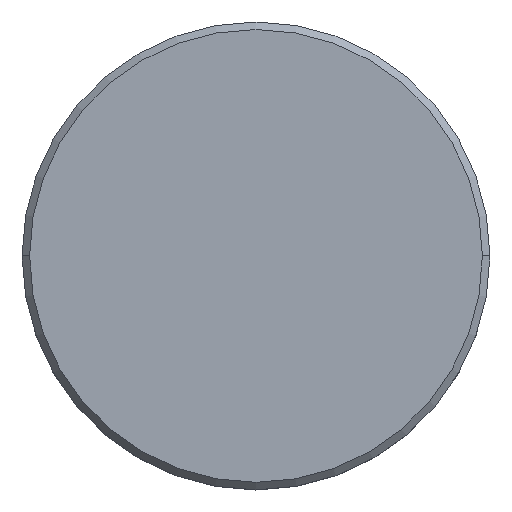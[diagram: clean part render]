
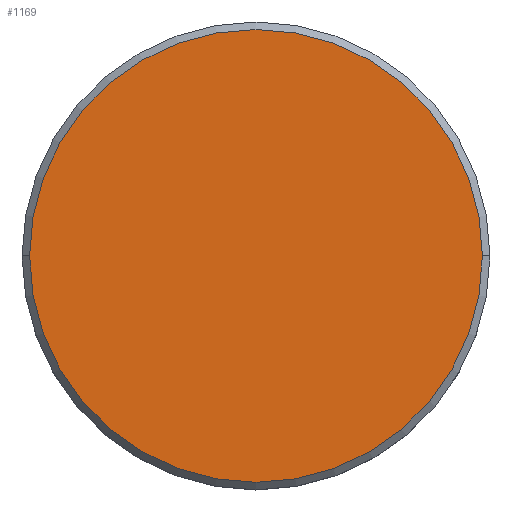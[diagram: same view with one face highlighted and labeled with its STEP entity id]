
A CAD part, top view. The second image highlights one B-rep face of the part: STEP entity #1169.
In plain terms, the highlighted planar face has unit normal (0, 0, 1).
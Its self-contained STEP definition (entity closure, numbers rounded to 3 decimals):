
#66 = PLANE ( 'NONE',  #1159 ) ;
#97 = EDGE_LOOP ( 'NONE', ( #125, #441 ) ) ;
#100 = VERTEX_POINT ( 'NONE', #517 ) ;
#116 = EDGE_CURVE ( 'NONE', #841, #100, #496, .T. ) ;
#125 = ORIENTED_EDGE ( 'NONE', *, *, #116, .T. ) ;
#155 = DIRECTION ( 'NONE',  ( 0., 0., 1. ) ) ;
#302 = CARTESIAN_POINT ( 'NONE',  ( -15., 0., 0. ) ) ;
#311 = CARTESIAN_POINT ( 'NONE',  ( 0., 0., 0. ) ) ;
#441 = ORIENTED_EDGE ( 'NONE', *, *, #1141, .T. ) ;
#442 = DIRECTION ( 'NONE',  ( 1., 0., 0. ) ) ;
#448 = CARTESIAN_POINT ( 'NONE',  ( 0., 0., 0. ) ) ;
#496 = CIRCLE ( 'NONE', #658, 15. ) ;
#517 = CARTESIAN_POINT ( 'NONE',  ( 15., 0., 0. ) ) ;
#551 = CIRCLE ( 'NONE', #721, 15. ) ;
#635 = FACE_OUTER_BOUND ( 'NONE', #97, .T. ) ;
#658 = AXIS2_PLACEMENT_3D ( 'NONE', #311, #155, #1150 ) ;
#703 = DIRECTION ( 'NONE',  ( 1., 0., 0. ) ) ;
#721 = AXIS2_PLACEMENT_3D ( 'NONE', #448, #906, #703 ) ;
#841 = VERTEX_POINT ( 'NONE', #302 ) ;
#906 = DIRECTION ( 'NONE',  ( 0., 0., 1. ) ) ;
#1061 = CARTESIAN_POINT ( 'NONE',  ( 0., 0., 0. ) ) ;
#1141 = EDGE_CURVE ( 'NONE', #100, #841, #551, .T. ) ;
#1150 = DIRECTION ( 'NONE',  ( 1., 0., 0. ) ) ;
#1159 = AXIS2_PLACEMENT_3D ( 'NONE', #1061, #1180, #442 ) ;
#1169 = ADVANCED_FACE ( 'NONE', ( #635 ), #66, .T. ) ;
#1180 = DIRECTION ( 'NONE',  ( 0., 0., 1. ) ) ;
